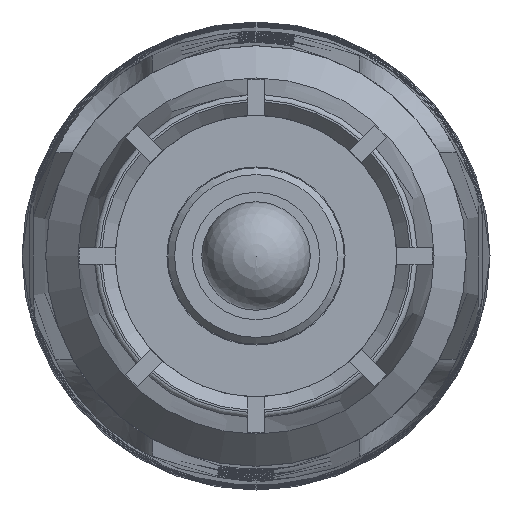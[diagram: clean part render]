
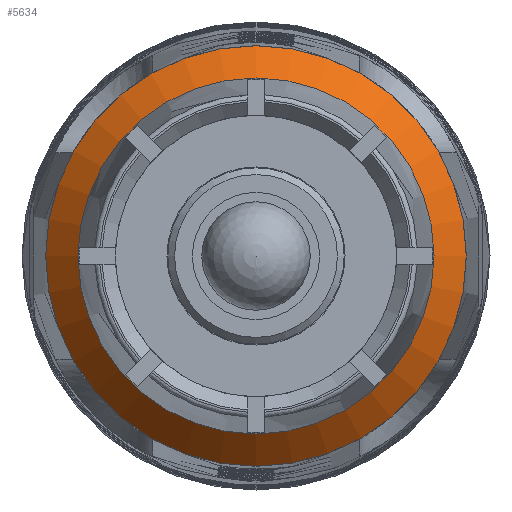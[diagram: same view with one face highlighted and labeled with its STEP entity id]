
A CAD part, front view. The second image highlights one B-rep face of the part: STEP entity #5634.
In plain terms, the highlighted conical face has half-angle 43.531 degrees and reference radius 5.725 mm.
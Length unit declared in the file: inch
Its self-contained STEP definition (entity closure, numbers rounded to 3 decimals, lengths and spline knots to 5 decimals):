
#148=FACE_BOUND('',#1441,.T.);
#209=CONICAL_SURFACE('',#6000,0.22539,43.531);
#1141=FACE_OUTER_BOUND('',#1440,.T.);
#1440=EDGE_LOOP('',(#3988));
#1441=EDGE_LOOP('',(#3989));
#1749=CIRCLE('',#5913,0.20669);
#1797=CIRCLE('',#6001,0.24409);
#2232=VERTEX_POINT('',#7759);
#2322=VERTEX_POINT('',#8212);
#2845=EDGE_CURVE('',#2232,#2232,#1749,.T.);
#2982=EDGE_CURVE('',#2322,#2322,#1797,.T.);
#3988=ORIENTED_EDGE('',*,*,#2982,.F.);
#3989=ORIENTED_EDGE('',*,*,#2845,.T.);
#5634=ADVANCED_FACE('',(#1141,#148),#209,.T.);
#5913=AXIS2_PLACEMENT_3D('',#7760,#6409,#6410);
#6000=AXIS2_PLACEMENT_3D('',#8211,#6628,#6629);
#6001=AXIS2_PLACEMENT_3D('',#8213,#6630,#6631);
#6409=DIRECTION('center_axis',(0.,1.,0.));
#6410=DIRECTION('ref_axis',(-1.,0.,0.));
#6628=DIRECTION('center_axis',(0.,1.,0.));
#6629=DIRECTION('ref_axis',(-1.,0.,0.));
#6630=DIRECTION('center_axis',(0.,1.,0.));
#6631=DIRECTION('ref_axis',(-1.,0.,0.));
#7759=CARTESIAN_POINT('',(-0.20669,0.23622,0.));
#7760=CARTESIAN_POINT('Origin',(0.,0.23622,0.));
#8211=CARTESIAN_POINT('Origin',(0.,0.25591,0.));
#8212=CARTESIAN_POINT('',(-0.24409,0.27559,0.));
#8213=CARTESIAN_POINT('Origin',(0.,0.27559,0.));
